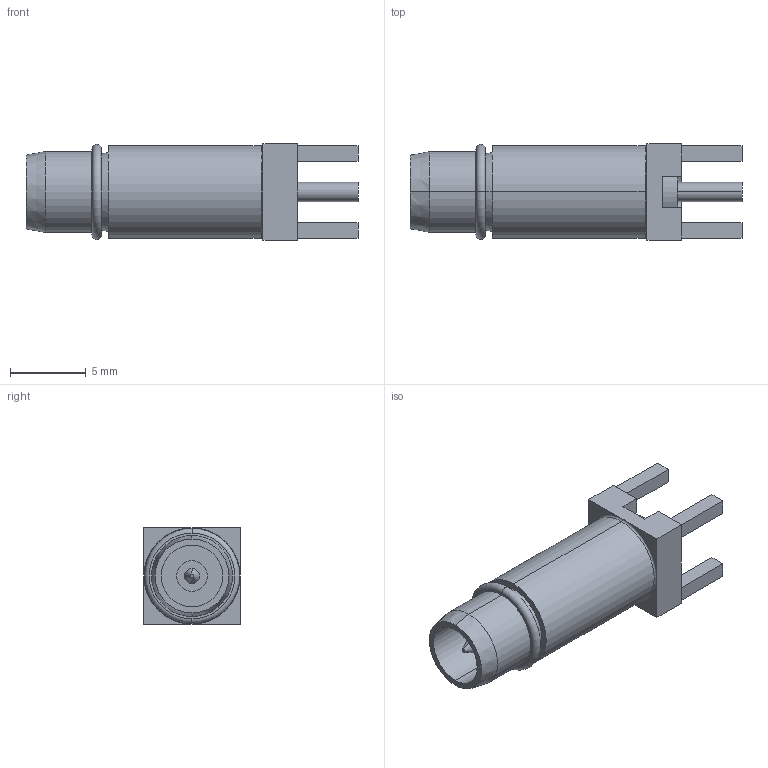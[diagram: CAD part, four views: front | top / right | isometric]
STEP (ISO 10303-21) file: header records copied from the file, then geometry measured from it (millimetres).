
FILE_DESCRIPTION (( 'STEP AP203' ), '1' );
FILE_NAME ('PE45335 ¦ FMCN1220.step', '2019-09-30T20:20:26', ( '' ), ( '' ), 'SwSTEP 2.0', 'SolidWorks 2018', '' );
FILE_SCHEMA (( 'CONFIG_CONTROL_DESIGN' ));
Length unit declared in the file: inch
Products named in the file (1): PE45335 ｦ FMCN1220
Bounding box: 21.89 x 6.35 x 6.35 mm (x, y, z)
Volume: 464.3 mm3; surface area: 616.1 mm2
Topology: 1 solids, 1 shells, 66 faces, 145 edges, 92 vertices
Faces by surface type: plane 41, cylinder 15, cone 6, torus 4
Entity records: 1886 total; most frequent: DIRECTION 329, CARTESIAN_POINT 304, ORIENTED_EDGE 290, EDGE_CURVE 145, AXIS2_PLACEMENT_3D 117, LINE 95, VECTOR 95, VERTEX_POINT 92
